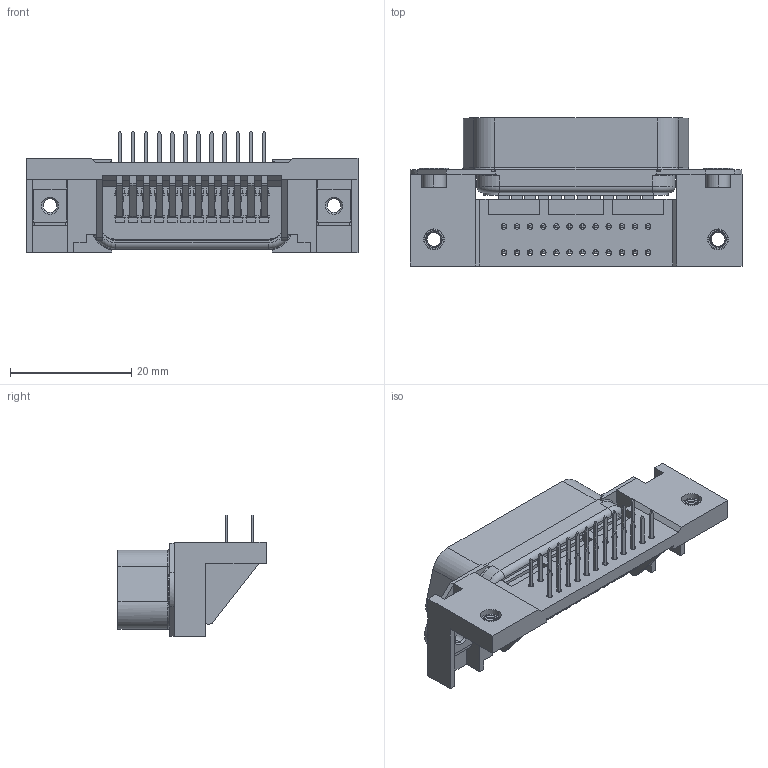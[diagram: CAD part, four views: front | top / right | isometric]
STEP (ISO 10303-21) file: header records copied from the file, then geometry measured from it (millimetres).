
FILE_DESCRIPTION (( 'STEP AP214' ), '1' );
FILE_NAME ('112-024-113R001.STEP', '2024-11-22T11:47:11', ( '' ), ( '' ), 'SwSTEP 2.0', 'SolidWorks 2023', '' );
FILE_SCHEMA (( 'AUTOMOTIVE_DESIGN' ));
Length unit declared in the file: millimetre
Products named in the file (1): 112-024-113R001
Bounding box: 54.7 x 24.4 x 20.1 mm (x, y, z)
Volume: 6100.7 mm3; surface area: 10492 mm2
Topology: 1 solids, 3 shells, 1931 faces, 6123 edges, 4031 vertices
Faces by surface type: plane 1368, cylinder 446, cone 59, torus 46, bspline 8, sphere 4
Entity records: 92026 total; most frequent: CARTESIAN_POINT 15981, ORIENTED_EDGE 12238, DIRECTION 10540, EDGE_CURVE 6119, LINE 4772, VECTOR 4772, VERTEX_POINT 4031, AXIS2_PLACEMENT_3D 2884
